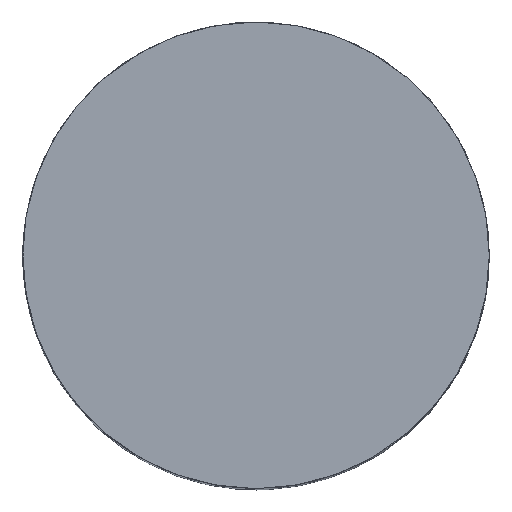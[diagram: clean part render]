
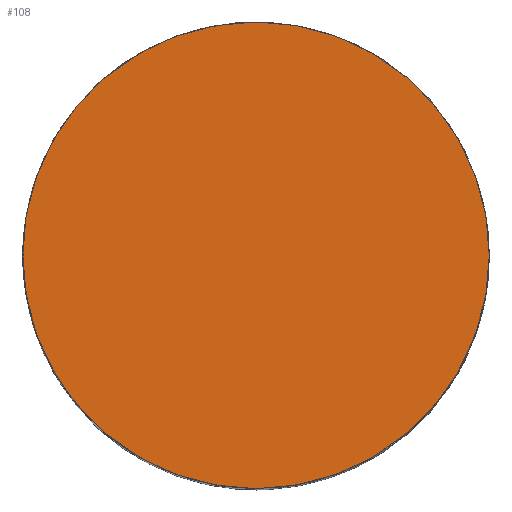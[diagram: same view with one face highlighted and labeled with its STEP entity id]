
A CAD part, top view. The second image highlights one B-rep face of the part: STEP entity #108.
In plain terms, the highlighted planar face has unit normal (0, 0, 1).
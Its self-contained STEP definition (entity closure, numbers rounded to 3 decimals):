
#108 = ADVANCED_FACE('',(#109),#122,.T.);
#109 = FACE_BOUND('',#110,.T.);
#110 = EDGE_LOOP('',(#111));
#111 = ORIENTED_EDGE('',*,*,#112,.T.);
#112 = EDGE_CURVE('',#113,#113,#115,.T.);
#113 = VERTEX_POINT('',#114);
#114 = CARTESIAN_POINT('',(3.,0.,0.));
#115 = SURFACE_CURVE('',#116,(#121),.PCURVE_S1.);
#116 = CIRCLE('',#117,3.);
#117 = AXIS2_PLACEMENT_3D('',#118,#119,#120);
#118 = CARTESIAN_POINT('',(0.,0.,0.));
#119 = DIRECTION('',(0.,0.,1.));
#120 = DIRECTION('',(1.,0.,0.));
#121 = PCURVE('',#122,#127);
#122 = PLANE('',#123);
#123 = AXIS2_PLACEMENT_3D('',#124,#125,#126);
#124 = CARTESIAN_POINT('',(0.,0.,0.));
#125 = DIRECTION('',(0.,0.,1.));
#126 = DIRECTION('',(1.,0.,0.));
#127 = DEFINITIONAL_REPRESENTATION('',(#128),#132);
#128 = CIRCLE('',#129,3.);
#129 = AXIS2_PLACEMENT_2D('',#130,#131);
#130 = CARTESIAN_POINT('',(0.,0.));
#131 = DIRECTION('',(1.,0.));
#132 = ( GEOMETRIC_REPRESENTATION_CONTEXT(2) 
PARAMETRIC_REPRESENTATION_CONTEXT() REPRESENTATION_CONTEXT('2D SPACE',''
  ) );
